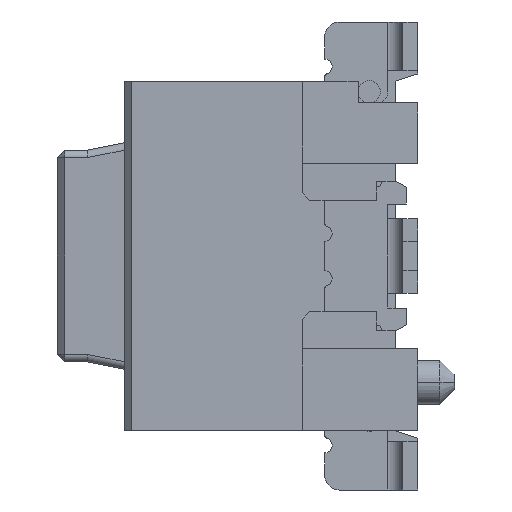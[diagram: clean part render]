
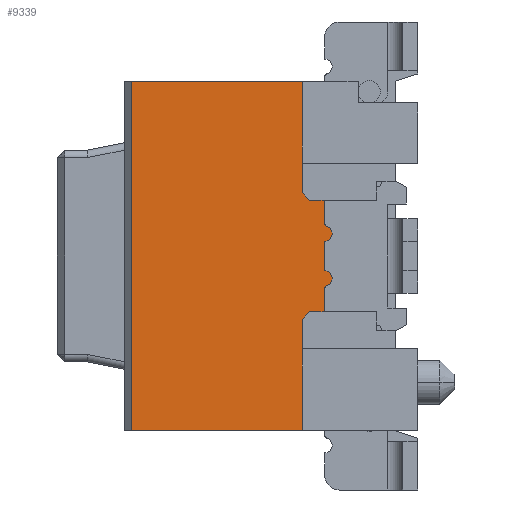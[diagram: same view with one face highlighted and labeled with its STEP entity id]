
A CAD part, left-side view. The second image highlights one B-rep face of the part: STEP entity #9339.
In plain terms, the highlighted planar face has unit normal (-1, 0, 0).
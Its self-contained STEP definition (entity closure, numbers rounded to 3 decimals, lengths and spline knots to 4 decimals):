
#2942 = VERTEX_POINT('',#2943);
#2943 = CARTESIAN_POINT('',(1.06,1.25,2.35));
#2949 = EDGE_CURVE('',#2942,#2950,#2952,.T.);
#2950 = VERTEX_POINT('',#2951);
#2951 = CARTESIAN_POINT('',(1.06,3.85,2.35));
#2952 = LINE('',#2953,#2954);
#2953 = CARTESIAN_POINT('',(1.06,1.25,2.35));
#2954 = VECTOR('',#2955,1.);
#2955 = DIRECTION('',(0.,1.,0.));
#8968 = VERTEX_POINT('',#8969);
#8969 = CARTESIAN_POINT('',(1.06,3.85,-2.35));
#8975 = EDGE_CURVE('',#8976,#8968,#8978,.T.);
#8976 = VERTEX_POINT('',#8977);
#8977 = CARTESIAN_POINT('',(1.06,1.25,-2.35));
#8978 = LINE('',#8979,#8980);
#8979 = CARTESIAN_POINT('',(1.06,1.25,-2.35));
#8980 = VECTOR('',#8981,1.);
#8981 = DIRECTION('',(0.,1.,0.));
#9327 = EDGE_CURVE('',#2950,#8968,#9328,.T.);
#9328 = LINE('',#9329,#9330);
#9329 = CARTESIAN_POINT('',(1.06,3.85,2.35));
#9330 = VECTOR('',#9331,1.);
#9331 = DIRECTION('',(0.,0.,-1.));
#9339 = ADVANCED_FACE('',(#9340),#9403,.F.);
#9340 = FACE_BOUND('',#9341,.F.);
#9341 = EDGE_LOOP('',(#9342,#9353,#9359,#9360,#9361,#9362,#9370,#9379,
    #9388,#9396));
#9342 = ORIENTED_EDGE('',*,*,#9343,.F.);
#9343 = EDGE_CURVE('',#9344,#9346,#9348,.T.);
#9344 = VERTEX_POINT('',#9345);
#9345 = CARTESIAN_POINT('',(1.06,1.25,-0.4414));
#9346 = VERTEX_POINT('',#9347);
#9347 = CARTESIAN_POINT('',(1.06,1.2167,-0.3943));
#9348 = CIRCLE('',#9349,0.05);
#9349 = AXIS2_PLACEMENT_3D('',#9350,#9351,#9352);
#9350 = CARTESIAN_POINT('',(1.06,1.2,-0.4414));
#9351 = DIRECTION('',(1.,0.,-0.));
#9352 = DIRECTION('',(0.,1.,0.));
#9353 = ORIENTED_EDGE('',*,*,#9354,.F.);
#9354 = EDGE_CURVE('',#8976,#9344,#9355,.T.);
#9355 = LINE('',#9356,#9357);
#9356 = CARTESIAN_POINT('',(1.06,1.25,-2.35));
#9357 = VECTOR('',#9358,1.);
#9358 = DIRECTION('',(0.,0.,1.));
#9359 = ORIENTED_EDGE('',*,*,#8975,.T.);
#9360 = ORIENTED_EDGE('',*,*,#9327,.F.);
#9361 = ORIENTED_EDGE('',*,*,#2949,.F.);
#9362 = ORIENTED_EDGE('',*,*,#9363,.T.);
#9363 = EDGE_CURVE('',#2942,#9364,#9366,.T.);
#9364 = VERTEX_POINT('',#9365);
#9365 = CARTESIAN_POINT('',(1.06,1.25,0.4414));
#9366 = LINE('',#9367,#9368);
#9367 = CARTESIAN_POINT('',(1.06,1.25,2.35));
#9368 = VECTOR('',#9369,1.);
#9369 = DIRECTION('',(0.,0.,-1.));
#9370 = ORIENTED_EDGE('',*,*,#9371,.T.);
#9371 = EDGE_CURVE('',#9364,#9372,#9374,.T.);
#9372 = VERTEX_POINT('',#9373);
#9373 = CARTESIAN_POINT('',(1.06,1.2167,0.3943));
#9374 = CIRCLE('',#9375,0.05);
#9375 = AXIS2_PLACEMENT_3D('',#9376,#9377,#9378);
#9376 = CARTESIAN_POINT('',(1.06,1.2,0.4414));
#9377 = DIRECTION('',(-1.,0.,0.));
#9378 = DIRECTION('',(0.,1.,0.));
#9379 = ORIENTED_EDGE('',*,*,#9380,.F.);
#9380 = EDGE_CURVE('',#9381,#9372,#9383,.T.);
#9381 = VERTEX_POINT('',#9382);
#9382 = CARTESIAN_POINT('',(1.06,1.25,0.2));
#9383 = CIRCLE('',#9384,0.1);
#9384 = AXIS2_PLACEMENT_3D('',#9385,#9386,#9387);
#9385 = CARTESIAN_POINT('',(1.06,1.25,0.3));
#9386 = DIRECTION('',(-1.,0.,0.));
#9387 = DIRECTION('',(0.,0.,-1.));
#9388 = ORIENTED_EDGE('',*,*,#9389,.T.);
#9389 = EDGE_CURVE('',#9381,#9390,#9392,.T.);
#9390 = VERTEX_POINT('',#9391);
#9391 = CARTESIAN_POINT('',(1.06,1.25,-0.2));
#9392 = LINE('',#9393,#9394);
#9393 = CARTESIAN_POINT('',(1.06,1.25,0.2));
#9394 = VECTOR('',#9395,1.);
#9395 = DIRECTION('',(0.,0.,-1.));
#9396 = ORIENTED_EDGE('',*,*,#9397,.F.);
#9397 = EDGE_CURVE('',#9346,#9390,#9398,.T.);
#9398 = CIRCLE('',#9399,0.1);
#9399 = AXIS2_PLACEMENT_3D('',#9400,#9401,#9402);
#9400 = CARTESIAN_POINT('',(1.06,1.25,-0.3));
#9401 = DIRECTION('',(-1.,0.,0.));
#9402 = DIRECTION('',(-0.,-0.333,-0.943));
#9403 = PLANE('',#9404);
#9404 = AXIS2_PLACEMENT_3D('',#9405,#9406,#9407);
#9405 = CARTESIAN_POINT('',(1.06,1.925,0.));
#9406 = DIRECTION('',(1.,0.,0.));
#9407 = DIRECTION('',(0.,1.,0.));
